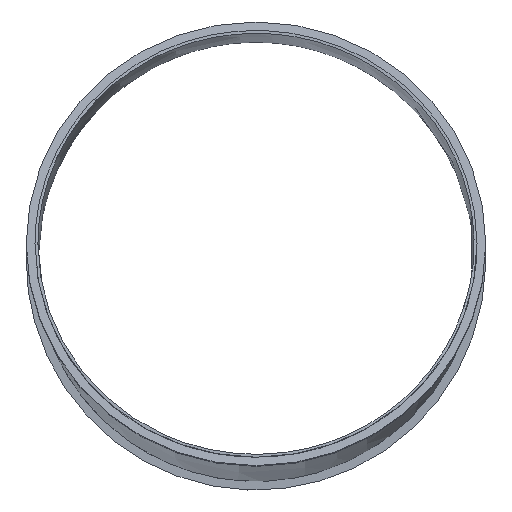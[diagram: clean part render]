
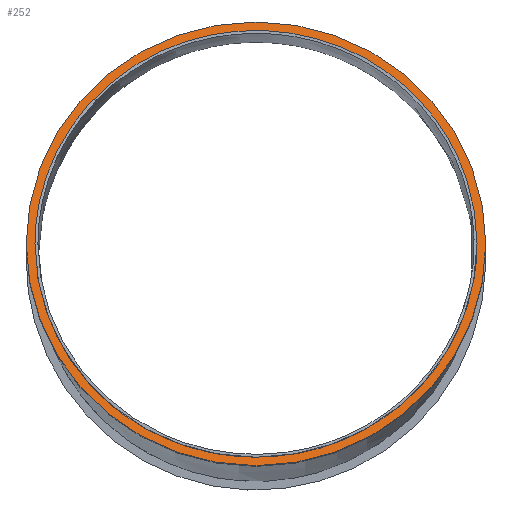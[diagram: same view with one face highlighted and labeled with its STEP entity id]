
A CAD part, top view. The second image highlights one B-rep face of the part: STEP entity #252.
In plain terms, the highlighted planar face has unit normal (0, 0.259, 0.966).
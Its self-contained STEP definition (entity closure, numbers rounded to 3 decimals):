
#73=CARTESIAN_POINT('',(-151.5,11.197,85.048));
#74=VERTEX_POINT('',#73);
#87=CARTESIAN_POINT('',(151.5,11.197,85.048));
#88=VERTEX_POINT('',#87);
#134=CARTESIAN_POINT('',(-157.5,11.197,85.048));
#135=VERTEX_POINT('',#134);
#136=CARTESIAN_POINT('',(0.0,11.197,85.048));
#137=DIRECTION('',(0.0,0.259,0.966));
#138=DIRECTION('',(1.0,0.0,0.0));
#139=AXIS2_PLACEMENT_3D('',#136,#137,#138);
#140=CIRCLE('',#139,157.5);
#141=EDGE_CURVE('',#135,#135,#140,.T.);
#192=CARTESIAN_POINT('',(0.0,11.197,85.048));
#193=DIRECTION('',(0.0,0.259,0.966));
#194=DIRECTION('',(1.0,0.0,0.0));
#195=AXIS2_PLACEMENT_3D('',#192,#193,#194);
#196=PLANE('',#195);
#197=ORIENTED_EDGE('',*,*,#141,.T.);
#198=EDGE_LOOP('',(#197));
#199=FACE_OUTER_BOUND('',#198,.T.);
#200=CARTESIAN_POINT('',(151.499,11.197,85.048));
#201=CARTESIAN_POINT('',(151.499,12.263,84.762));
#202=CARTESIAN_POINT('',(151.487,13.328,84.477));
#203=CARTESIAN_POINT('',(151.009,34.512,78.801));
#204=CARTESIAN_POINT('',(146.314,52.774,73.907));
#205=CARTESIAN_POINT('',(131.749,85.914,65.028));
#206=CARTESIAN_POINT('',(120.591,101.803,60.77));
#207=CARTESIAN_POINT('',(93.685,127.531,53.876));
#208=CARTESIAN_POINT('',(77.313,138.727,50.876));
#209=CARTESIAN_POINT('',(39.247,153.819,46.832));
#210=CARTESIAN_POINT('',(19.729,157.533,45.837));
#211=CARTESIAN_POINT('',(-19.785,157.538,45.836));
#212=CARTESIAN_POINT('',(-39.319,153.798,46.838));
#213=CARTESIAN_POINT('',(-74.041,140.025,50.529));
#214=CARTESIAN_POINT('',(-91.014,129.983,53.219));
#215=CARTESIAN_POINT('',(-120.287,102.183,60.668));
#216=CARTESIAN_POINT('',(-131.536,86.276,64.931));
#217=CARTESIAN_POINT('',(-146.913,51.528,74.241));
#218=CARTESIAN_POINT('',(-151.04,33.074,79.186));
#219=CARTESIAN_POINT('',(-151.488,13.328,84.477));
#220=CARTESIAN_POINT('',(-151.5,12.262,84.762));
#221=CARTESIAN_POINT('',(-151.5,11.197,85.048));
#222=B_SPLINE_CURVE_WITH_KNOTS('',3,(#200,#201,#202,#203,#204,#205,#206,#207,#208,#209,#210,#211,#212,#213,#214,#215,#216,#217,#218,#219,#220,#221),.UNSPECIFIED.,.F.,.U.,(4,2,2,2,2,2,2,2,2,2,4),(-55.777,-55.387,-48.035,-39.805,-32.201,-25.168,-18.115,-11.726,-5.803,0.0,0.331),.UNSPECIFIED.);
#223=EDGE_CURVE('',#88,#74,#222,.T.);
#224=ORIENTED_EDGE('',*,*,#223,.F.);
#225=CARTESIAN_POINT('',(-151.5,11.197,85.048));
#226=CARTESIAN_POINT('',(-151.5,10.131,85.333));
#227=CARTESIAN_POINT('',(-151.488,9.066,85.619));
#228=CARTESIAN_POINT('',(-151.041,-10.669,90.907));
#229=CARTESIAN_POINT('',(-146.918,-29.111,95.848));
#230=CARTESIAN_POINT('',(-131.554,-63.854,105.158));
#231=CARTESIAN_POINT('',(-120.31,-79.763,109.42));
#232=CARTESIAN_POINT('',(-91.094,-107.518,116.857));
#233=CARTESIAN_POINT('',(-74.148,-117.583,119.555));
#234=CARTESIAN_POINT('',(-39.351,-131.4,123.257));
#235=CARTESIAN_POINT('',(-19.809,-135.145,124.26));
#236=CARTESIAN_POINT('',(19.737,-135.137,124.258));
#237=CARTESIAN_POINT('',(39.264,-131.427,123.264));
#238=CARTESIAN_POINT('',(77.332,-116.32,119.216));
#239=CARTESIAN_POINT('',(93.696,-105.129,116.217));
#240=CARTESIAN_POINT('',(120.605,-79.39,109.321));
#241=CARTESIAN_POINT('',(131.764,-63.496,105.062));
#242=CARTESIAN_POINT('',(146.304,-30.395,96.192));
#243=CARTESIAN_POINT('',(151.009,-12.145,91.302));
#244=CARTESIAN_POINT('',(151.487,9.066,85.619));
#245=CARTESIAN_POINT('',(151.499,10.131,85.333));
#246=CARTESIAN_POINT('',(151.499,11.197,85.048));
#247=B_SPLINE_CURVE_WITH_KNOTS('',3,(#225,#226,#227,#228,#229,#230,#231,#232,#233,#234,#235,#236,#237,#238,#239,#240,#241,#242,#243,#244,#245,#246),.UNSPECIFIED.,.F.,.U.,(4,2,2,2,2,2,2,2,2,2,4),(-0.331,0.0,5.8,11.723,18.086,25.087,32.063,39.586,47.728,54.977,55.36),.UNSPECIFIED.);
#248=EDGE_CURVE('',#74,#88,#247,.T.);
#249=ORIENTED_EDGE('',*,*,#248,.F.);
#250=EDGE_LOOP('',(#224,#249));
#251=FACE_BOUND('',#250,.T.);
#252=ADVANCED_FACE('',(#199,#251),#196,.T.);
